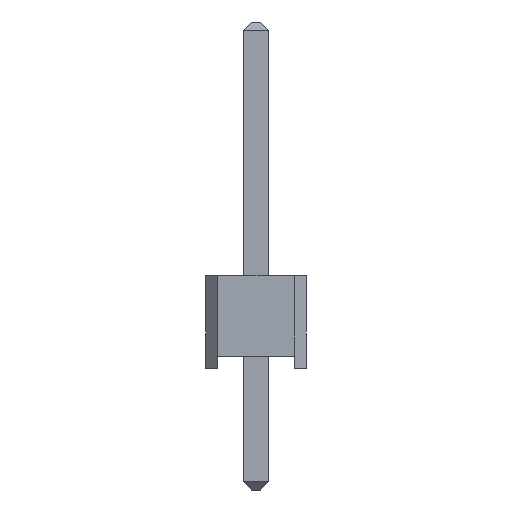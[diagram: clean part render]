
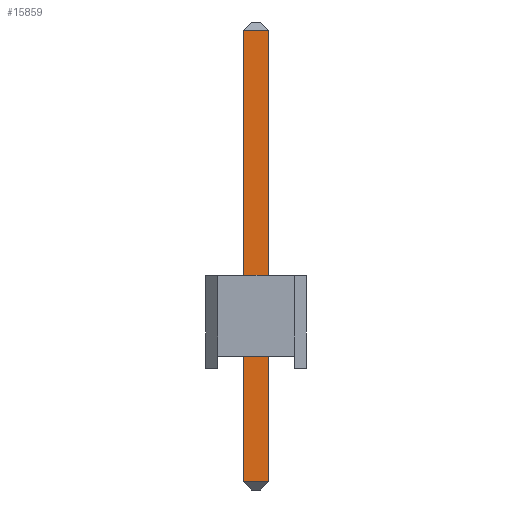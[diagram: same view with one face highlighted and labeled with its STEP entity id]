
A CAD part, left-side view. The second image highlights one B-rep face of the part: STEP entity #15859.
In plain terms, the highlighted planar face has unit normal (-1, 0, 0).
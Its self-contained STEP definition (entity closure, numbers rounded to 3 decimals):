
#15506 = PLANE('',#15507);
#15507 = AXIS2_PLACEMENT_3D('',#15508,#15509,#15510);
#15508 = CARTESIAN_POINT('',(-0.32,0.32,-3.));
#15509 = DIRECTION('',(-0.,1.,0.));
#15510 = DIRECTION('',(0.,0.,1.));
#15531 = VERTEX_POINT('',#15532);
#15532 = CARTESIAN_POINT('',(-0.32,0.32,-2.8));
#15558 = EDGE_CURVE('',#15531,#15559,#15561,.T.);
#15559 = VERTEX_POINT('',#15560);
#15560 = CARTESIAN_POINT('',(-0.32,0.32,8.34));
#15561 = SURFACE_CURVE('',#15562,(#15566,#15573),.PCURVE_S1.);
#15562 = LINE('',#15563,#15564);
#15563 = CARTESIAN_POINT('',(-0.32,0.32,-3.));
#15564 = VECTOR('',#15565,1.);
#15565 = DIRECTION('',(0.,-0.,1.));
#15566 = PCURVE('',#15506,#15567);
#15567 = DEFINITIONAL_REPRESENTATION('',(#15568),#15572);
#15568 = LINE('',#15569,#15570);
#15569 = CARTESIAN_POINT('',(0.,0.));
#15570 = VECTOR('',#15571,1.);
#15571 = DIRECTION('',(1.,0.));
#15572 = ( GEOMETRIC_REPRESENTATION_CONTEXT(2) 
PARAMETRIC_REPRESENTATION_CONTEXT() REPRESENTATION_CONTEXT('2D SPACE',''
  ) );
#15573 = PCURVE('',#15574,#15579);
#15574 = PLANE('',#15575);
#15575 = AXIS2_PLACEMENT_3D('',#15576,#15577,#15578);
#15576 = CARTESIAN_POINT('',(-0.32,-0.32,-3.));
#15577 = DIRECTION('',(-1.,0.,0.));
#15578 = DIRECTION('',(0.,0.,1.));
#15579 = DEFINITIONAL_REPRESENTATION('',(#15580),#15584);
#15580 = LINE('',#15581,#15582);
#15581 = CARTESIAN_POINT('',(0.,0.64));
#15582 = VECTOR('',#15583,1.);
#15583 = DIRECTION('',(1.,0.));
#15584 = ( GEOMETRIC_REPRESENTATION_CONTEXT(2) 
PARAMETRIC_REPRESENTATION_CONTEXT() REPRESENTATION_CONTEXT('2D SPACE',''
  ) );
#15686 = PLANE('',#15687);
#15687 = AXIS2_PLACEMENT_3D('',#15688,#15689,#15690);
#15688 = CARTESIAN_POINT('',(-0.22,-0.32,-2.9));
#15689 = DIRECTION('',(0.707,0.,0.707));
#15690 = DIRECTION('',(0.707,0.,-0.707));
#15719 = PLANE('',#15720);
#15720 = AXIS2_PLACEMENT_3D('',#15721,#15722,#15723);
#15721 = CARTESIAN_POINT('',(0.32,-0.32,-3.));
#15722 = DIRECTION('',(0.,-1.,0.));
#15723 = DIRECTION('',(0.,-0.,-1.));
#15799 = PLANE('',#15800);
#15800 = AXIS2_PLACEMENT_3D('',#15801,#15802,#15803);
#15801 = CARTESIAN_POINT('',(-0.22,-0.32,8.44));
#15802 = DIRECTION('',(-0.707,0.,0.707));
#15803 = DIRECTION('',(0.707,0.,0.707));
#15859 = ADVANCED_FACE('',(#15860),#15574,.T.);
#15860 = FACE_BOUND('',#15861,.T.);
#15861 = EDGE_LOOP('',(#15862,#15863,#15886,#15909));
#15862 = ORIENTED_EDGE('',*,*,#15558,.F.);
#15863 = ORIENTED_EDGE('',*,*,#15864,.T.);
#15864 = EDGE_CURVE('',#15531,#15865,#15867,.T.);
#15865 = VERTEX_POINT('',#15866);
#15866 = CARTESIAN_POINT('',(-0.32,-0.32,-2.8));
#15867 = SURFACE_CURVE('',#15868,(#15872,#15879),.PCURVE_S1.);
#15868 = LINE('',#15869,#15870);
#15869 = CARTESIAN_POINT('',(-0.32,-0.32,-2.8));
#15870 = VECTOR('',#15871,1.);
#15871 = DIRECTION('',(-0.,-1.,0.));
#15872 = PCURVE('',#15574,#15873);
#15873 = DEFINITIONAL_REPRESENTATION('',(#15874),#15878);
#15874 = LINE('',#15875,#15876);
#15875 = CARTESIAN_POINT('',(0.2,0.));
#15876 = VECTOR('',#15877,1.);
#15877 = DIRECTION('',(0.,-1.));
#15878 = ( GEOMETRIC_REPRESENTATION_CONTEXT(2) 
PARAMETRIC_REPRESENTATION_CONTEXT() REPRESENTATION_CONTEXT('2D SPACE',''
  ) );
#15879 = PCURVE('',#15686,#15880);
#15880 = DEFINITIONAL_REPRESENTATION('',(#15881),#15885);
#15881 = LINE('',#15882,#15883);
#15882 = CARTESIAN_POINT('',(-0.141,0.));
#15883 = VECTOR('',#15884,1.);
#15884 = DIRECTION('',(-0.,-1.));
#15885 = ( GEOMETRIC_REPRESENTATION_CONTEXT(2) 
PARAMETRIC_REPRESENTATION_CONTEXT() REPRESENTATION_CONTEXT('2D SPACE',''
  ) );
#15886 = ORIENTED_EDGE('',*,*,#15887,.T.);
#15887 = EDGE_CURVE('',#15865,#15888,#15890,.T.);
#15888 = VERTEX_POINT('',#15889);
#15889 = CARTESIAN_POINT('',(-0.32,-0.32,8.34));
#15890 = SURFACE_CURVE('',#15891,(#15895,#15902),.PCURVE_S1.);
#15891 = LINE('',#15892,#15893);
#15892 = CARTESIAN_POINT('',(-0.32,-0.32,-3.));
#15893 = VECTOR('',#15894,1.);
#15894 = DIRECTION('',(0.,0.,1.));
#15895 = PCURVE('',#15574,#15896);
#15896 = DEFINITIONAL_REPRESENTATION('',(#15897),#15901);
#15897 = LINE('',#15898,#15899);
#15898 = CARTESIAN_POINT('',(0.,0.));
#15899 = VECTOR('',#15900,1.);
#15900 = DIRECTION('',(1.,0.));
#15901 = ( GEOMETRIC_REPRESENTATION_CONTEXT(2) 
PARAMETRIC_REPRESENTATION_CONTEXT() REPRESENTATION_CONTEXT('2D SPACE',''
  ) );
#15902 = PCURVE('',#15719,#15903);
#15903 = DEFINITIONAL_REPRESENTATION('',(#15904),#15908);
#15904 = LINE('',#15905,#15906);
#15905 = CARTESIAN_POINT('',(-0.,-0.64));
#15906 = VECTOR('',#15907,1.);
#15907 = DIRECTION('',(-1.,0.));
#15908 = ( GEOMETRIC_REPRESENTATION_CONTEXT(2) 
PARAMETRIC_REPRESENTATION_CONTEXT() REPRESENTATION_CONTEXT('2D SPACE',''
  ) );
#15909 = ORIENTED_EDGE('',*,*,#15910,.T.);
#15910 = EDGE_CURVE('',#15888,#15559,#15911,.T.);
#15911 = SURFACE_CURVE('',#15912,(#15916,#15923),.PCURVE_S1.);
#15912 = LINE('',#15913,#15914);
#15913 = CARTESIAN_POINT('',(-0.32,-0.32,8.34));
#15914 = VECTOR('',#15915,1.);
#15915 = DIRECTION('',(0.,1.,-0.));
#15916 = PCURVE('',#15574,#15917);
#15917 = DEFINITIONAL_REPRESENTATION('',(#15918),#15922);
#15918 = LINE('',#15919,#15920);
#15919 = CARTESIAN_POINT('',(11.34,0.));
#15920 = VECTOR('',#15921,1.);
#15921 = DIRECTION('',(0.,1.));
#15922 = ( GEOMETRIC_REPRESENTATION_CONTEXT(2) 
PARAMETRIC_REPRESENTATION_CONTEXT() REPRESENTATION_CONTEXT('2D SPACE',''
  ) );
#15923 = PCURVE('',#15799,#15924);
#15924 = DEFINITIONAL_REPRESENTATION('',(#15925),#15929);
#15925 = LINE('',#15926,#15927);
#15926 = CARTESIAN_POINT('',(-0.141,0.));
#15927 = VECTOR('',#15928,1.);
#15928 = DIRECTION('',(0.,1.));
#15929 = ( GEOMETRIC_REPRESENTATION_CONTEXT(2) 
PARAMETRIC_REPRESENTATION_CONTEXT() REPRESENTATION_CONTEXT('2D SPACE',''
  ) );
